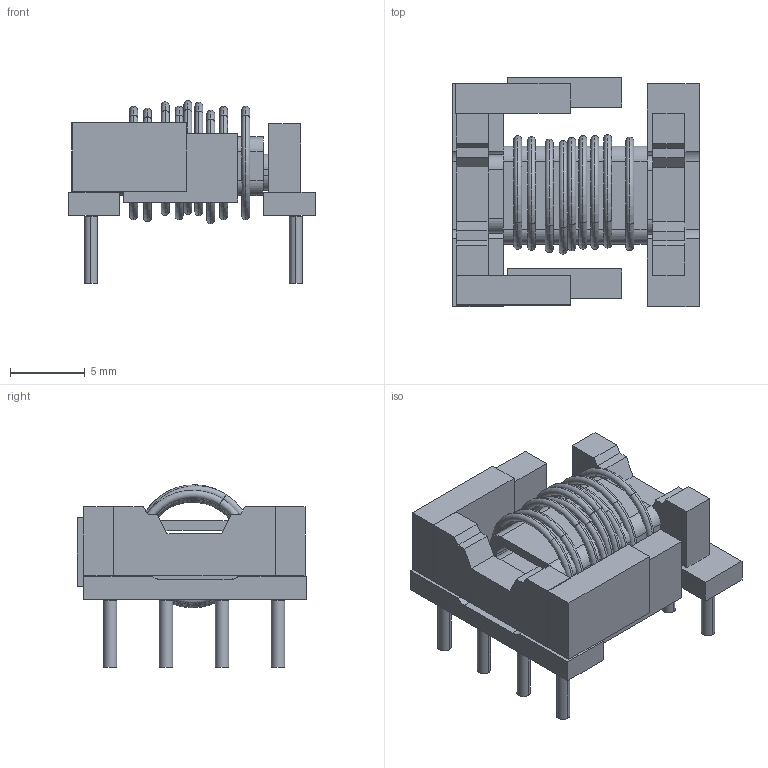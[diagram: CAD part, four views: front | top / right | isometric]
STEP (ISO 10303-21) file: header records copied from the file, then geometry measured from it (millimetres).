
FILE_DESCRIPTION((''),'2;1');
FILE_NAME('COIL43.stp','2013-05-07T14:42:29',(''),(''),'Mechanical Desktop 2011','Mechanical Desktop 2011',', , ');
FILE_SCHEMA(('AUTOMOTIVE_DESIGN { 1 2 10303 214 1 1 1 1 }'));
Length unit declared in the file: millimetre
Products named in the file (1): Product
Bounding box: 16.52 x 15.37 x 12.23 mm (x, y, z)
Volume: 933.7 mm3; surface area: 2087.8 mm2
Topology: 28 solids, 28 shells, 178 faces, 386 edges, 246 vertices
Faces by surface type: plane 106, torus 36, cylinder 36
Entity records: 4902 total; most frequent: DIRECTION 890, CARTESIAN_POINT 811, ORIENTED_EDGE 772, EDGE_CURVE 386, AXIS2_PLACEMENT_3D 325, VERTEX_POINT 246, VECTOR 240, LINE 240
